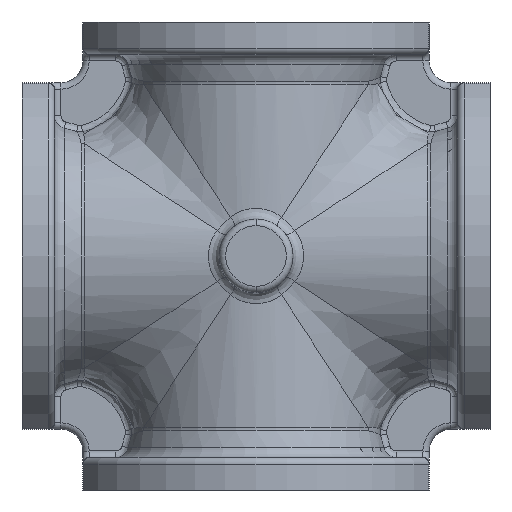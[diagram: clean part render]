
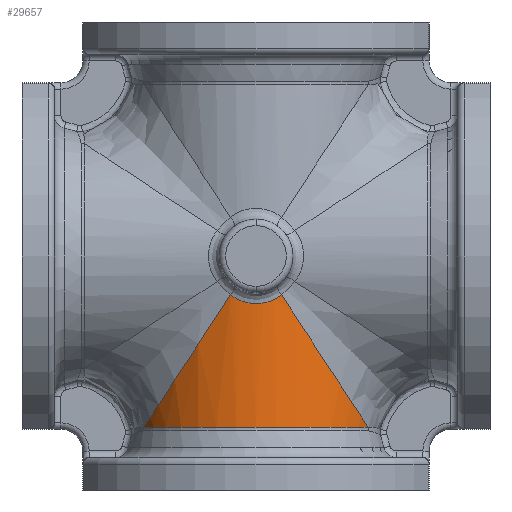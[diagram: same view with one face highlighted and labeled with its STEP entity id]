
A CAD part, front view. The second image highlights one B-rep face of the part: STEP entity #29657.
In plain terms, the highlighted cylindrical face has radius 57 mm (diameter 114 mm), a partial arc.
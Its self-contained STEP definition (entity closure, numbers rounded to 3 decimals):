
#2896 =( BOUNDED_CURVE ( )  B_SPLINE_CURVE ( 3, ( #13888, #13903, #13904, #13905 ),
 .UNSPECIFIED., .F., .T. ) 
 B_SPLINE_CURVE_WITH_KNOTS ( ( 4, 4 ),
 ( 1.778, 2.713 ),
 .UNSPECIFIED. ) 
 CURVE ( )  GEOMETRIC_REPRESENTATION_ITEM ( )  RATIONAL_B_SPLINE_CURVE ( ( 1., 0.928, 0.928, 1. ) ) 
 REPRESENTATION_ITEM ( '' )  );
#2899 =( BOUNDED_CURVE ( )  B_SPLINE_CURVE ( 3, ( #16547, #16557, #16558, #16559 ),
 .UNSPECIFIED., .F., .T. ) 
 B_SPLINE_CURVE_WITH_KNOTS ( ( 4, 4 ),
 ( 3.57, 4.505 ),
 .UNSPECIFIED. ) 
 CURVE ( )  GEOMETRIC_REPRESENTATION_ITEM ( )  RATIONAL_B_SPLINE_CURVE ( ( 1., 0.928, 0.928, 1. ) ) 
 REPRESENTATION_ITEM ( '' )  );
#7791 = EDGE_LOOP ( 'NONE', ( #14694, #14695, #14696, #14697 ) ) ;
#11047 = CIRCLE ( 'NONE', #37094, 57. ) ;
#13888 = CARTESIAN_POINT ( 'NONE',  ( -11.738, -55.778, -17.916 ) ) ;
#13903 = CARTESIAN_POINT ( 'NONE',  ( -29.792, -51.979, -45.473 ) ) ;
#13904 = CARTESIAN_POINT ( 'NONE',  ( -44.196, -40.449, -67.457 ) ) ;
#13905 = CARTESIAN_POINT ( 'NONE',  ( -51.856, -23.664, -79.148 ) ) ;
#14694 = ORIENTED_EDGE ( 'NONE', *, *, #22135, .T. ) ;
#14695 = ORIENTED_EDGE ( 'NONE', *, *, #22291, .T. ) ;
#14696 = ORIENTED_EDGE ( 'NONE', *, *, #22232, .T. ) ;
#14697 = ORIENTED_EDGE ( 'NONE', *, *, #22295, .T. ) ;
#15717 = VERTEX_POINT ( 'NONE', #33433 ) ;
#15719 = VERTEX_POINT ( 'NONE', #33434 ) ;
#15781 = VERTEX_POINT ( 'NONE', #33956 ) ;
#15790 = VERTEX_POINT ( 'NONE', #33961 ) ;
#16547 = CARTESIAN_POINT ( 'NONE',  ( 51.856, -23.664, -79.148 ) ) ;
#16557 = CARTESIAN_POINT ( 'NONE',  ( 44.196, -40.449, -67.457 ) ) ;
#16558 = CARTESIAN_POINT ( 'NONE',  ( 29.792, -51.979, -45.473 ) ) ;
#16559 = CARTESIAN_POINT ( 'NONE',  ( 11.738, -55.778, -17.916 ) ) ;
#16758 = CARTESIAN_POINT ( 'NONE',  ( 11.738, -55.778, -17.916 ) ) ;
#16766 = CARTESIAN_POINT ( 'NONE',  ( 0., 0., -79.148 ) ) ;
#16775 = DIRECTION ( 'NONE',  ( 0., 0., 1. ) ) ;
#16776 = DIRECTION ( 'NONE',  ( 1., 0., 0. ) ) ;
#16786 = CARTESIAN_POINT ( 'NONE',  ( 10.904, -55.954, -18.563 ) ) ;
#16787 = CARTESIAN_POINT ( 'NONE',  ( 10.029, -56.118, -19.138 ) ) ;
#16788 = CARTESIAN_POINT ( 'NONE',  ( 8.198, -56.415, -20.143 ) ) ;
#16789 = CARTESIAN_POINT ( 'NONE',  ( 7.241, -56.547, -20.574 ) ) ;
#16790 = CARTESIAN_POINT ( 'NONE',  ( 5.739, -56.713, -21.103 ) ) ;
#16791 = CARTESIAN_POINT ( 'NONE',  ( 5.228, -56.762, -21.26 ) ) ;
#16792 = CARTESIAN_POINT ( 'NONE',  ( 4.205, -56.847, -21.527 ) ) ;
#16793 = CARTESIAN_POINT ( 'NONE',  ( 3.689, -56.883, -21.638 ) ) ;
#16794 = CARTESIAN_POINT ( 'NONE',  ( 2.134, -56.97, -21.907 ) ) ;
#16795 = CARTESIAN_POINT ( 'NONE',  ( 1.084, -57., -21.999 ) ) ;
#16796 = CARTESIAN_POINT ( 'NONE',  ( -0.512, -57., -22.001 ) ) ;
#16797 = CARTESIAN_POINT ( 'NONE',  ( -1.05, -56.993, -21.978 ) ) ;
#16798 = CARTESIAN_POINT ( 'NONE',  ( -2.111, -56.963, -21.888 ) ) ;
#16799 = CARTESIAN_POINT ( 'NONE',  ( -2.635, -56.941, -21.82 ) ) ;
#16800 = CARTESIAN_POINT ( 'NONE',  ( -4.194, -56.855, -21.552 ) ) ;
#16801 = CARTESIAN_POINT ( 'NONE',  ( -5.212, -56.77, -21.287 ) ) ;
#16802 = CARTESIAN_POINT ( 'NONE',  ( -6.709, -56.606, -20.762 ) ) ;
#16803 = CARTESIAN_POINT ( 'NONE',  ( -7.205, -56.545, -20.565 ) ) ;
#16804 = CARTESIAN_POINT ( 'NONE',  ( -8.172, -56.413, -20.132 ) ) ;
#16805 = CARTESIAN_POINT ( 'NONE',  ( -8.644, -56.343, -19.898 ) ) ;
#16806 = CARTESIAN_POINT ( 'NONE',  ( -10.026, -56.119, -19.14 ) ) ;
#16807 = CARTESIAN_POINT ( 'NONE',  ( -10.903, -55.954, -18.563 ) ) ;
#16808 = CARTESIAN_POINT ( 'NONE',  ( -11.738, -55.778, -17.916 ) ) ;
#22135 = EDGE_CURVE ( 'NONE', #15719, #15717, #2896, .T. ) ;
#22232 = EDGE_CURVE ( 'NONE', #15781, #15790, #2899, .T. ) ;
#22291 = EDGE_CURVE ( 'NONE', #15717, #15781, #11047, .T. ) ;
#22295 = EDGE_CURVE ( 'NONE', #15790, #15719, #26348, .T. ) ;
#23788 = CYLINDRICAL_SURFACE ( 'NONE', #30631, 57. ) ;
#23789 = FACE_OUTER_BOUND ( 'NONE', #7791, .T. ) ;
#26348 = B_SPLINE_CURVE_WITH_KNOTS ( 'NONE', 3,
 ( #16758, #16786, #16787, #16788, #16789, #16790, #16791, #16792, #16793, #16794, #16795, #16796, #16797, #16798, #16799, #16800, #16801, #16802, #16803, #16804, #16805, #16806, #16807, #16808 ),
 .UNSPECIFIED., .F., .F.,
 ( 4, 2, 2, 2, 2, 2, 2, 2, 2, 2, 2, 4 ),
 ( 0., 0.003, 0.006, 0.008, 0.009, 0.013, 0.014, 0.016, 0.019, 0.021, 0.022, 0.025 ),
 .UNSPECIFIED. ) ;
#28129 = DIRECTION ( 'NONE',  ( 0., 0., 1. ) ) ;
#28131 = DIRECTION ( 'NONE',  ( 1., 0., 0. ) ) ;
#28135 = CARTESIAN_POINT ( 'NONE',  ( 0., 0., -111. ) ) ;
#29657 = ADVANCED_FACE ( 'NONE', ( #23789 ), #23788, .T. ) ;
#30631 = AXIS2_PLACEMENT_3D ( 'NONE', #28135, #28129, #28131 ) ;
#33433 = CARTESIAN_POINT ( 'NONE',  ( -51.856, -23.664, -79.148 ) ) ;
#33434 = CARTESIAN_POINT ( 'NONE',  ( -11.738, -55.778, -17.916 ) ) ;
#33956 = CARTESIAN_POINT ( 'NONE',  ( 51.856, -23.664, -79.148 ) ) ;
#33961 = CARTESIAN_POINT ( 'NONE',  ( 11.738, -55.778, -17.916 ) ) ;
#37094 = AXIS2_PLACEMENT_3D ( 'NONE', #16766, #16775, #16776 ) ;
